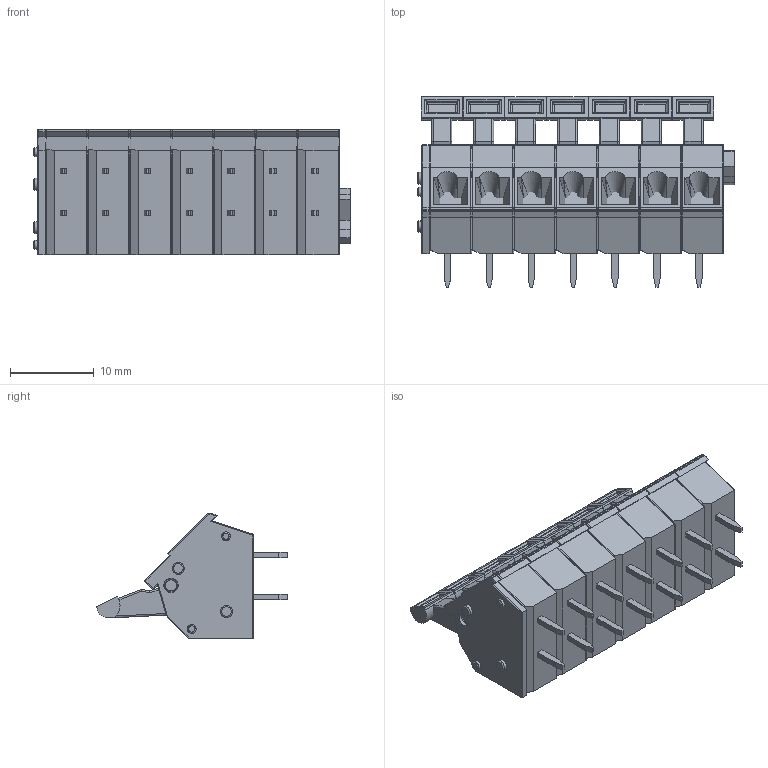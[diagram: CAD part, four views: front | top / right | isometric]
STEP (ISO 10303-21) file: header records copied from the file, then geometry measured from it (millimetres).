
FILE_DESCRIPTION(/* description */ (''),/* implementation_level */ '2;1');
FILE_NAME(/* name */ 'DG243-5.0-07P-11-00A(H).stp',/* time_stamp */ '2018-09-18T14:23:30+03:00',/* author */ ('shawn'),/* organization */ (''),/* preprocessor_version */ 'ST-DEVELOPER v17.2',/* originating_system */ 'Autodesk Inventor 2019',/* authorisation */ '');
FILE_SCHEMA (('AUTOMOTIVE_DESIGN { 1 0 10303 214 3 1 1 }'));
Length unit declared in the file: millimetre
Products named in the file (1): DG243-5.0-06
Bounding box: 37.75 x 22.73 x 15 mm (x, y, z)
Volume: 5048.1 mm3; surface area: 5304.1 mm2
Topology: 30 solids, 42 shells, 1311 faces, 3176 edges, 1956 vertices
Faces by surface type: plane 772, cylinder 448, torus 70, cone 21
Full cylindrical faces by diameter (mm): 1.036 x1, 1.062 x1, 1.42 x1, 1.431 x1, 1.51 x1, 1.522 x1
Entity records: 37651 total; most frequent: CARTESIAN_POINT 6626, DIRECTION 6506, ORIENTED_EDGE 6324, EDGE_CURVE 3162, LINE 2386, VECTOR 2386, AXIS2_PLACEMENT_3D 2060, VERTEX_POINT 1956
